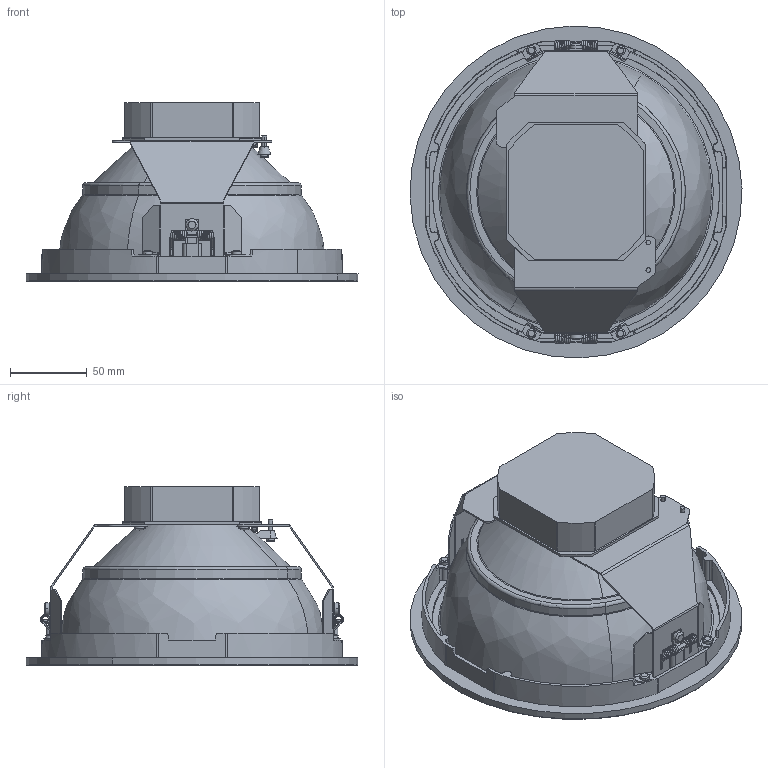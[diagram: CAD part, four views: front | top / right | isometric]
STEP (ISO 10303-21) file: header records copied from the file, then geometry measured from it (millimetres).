
FILE_DESCRIPTION(/* description */ (''),/* implementation_level */ '2;1');
FILE_NAME(/* name */ '10000128823n3p000_00.stp',/* time_stamp */ '2022-02-02T10:31:29+01:00',/* author */ (''),/* organization */ (''),/* preprocessor_version */ 'ST-DEVELOPER v15',/* originating_system */ 'SIEMENS PLM Software NX 9.0',/* authorisation */ '');
FILE_SCHEMA (('AUTOMOTIVE_DESIGN { 1 0 10303 214 3 1 1 1 }'));
Products named in the file (1): 10000128823n3p000_00
Bounding box: 215.94 x 215.94 x 116.37 mm (x, y, z)
Volume: 350972.9 mm3; surface area: 234810.7 mm2
Topology: 1 solids, 19 shells, 1075 faces, 2884 edges, 1789 vertices
Faces by surface type: plane 502, cylinder 230, bspline 164, cone 83, torus 68, sphere 14, revolution 8, extrusion 6
Full cylindrical faces by diameter (mm): 4.2 x3
Entity records: 47442 total; most frequent: CARTESIAN_POINT 22090, ORIENTED_EDGE 5712, DIRECTION 4846, EDGE_CURVE 2856, VERTEX_POINT 1795, AXIS2_PLACEMENT_3D 1737, VECTOR 1364, LINE 1358
